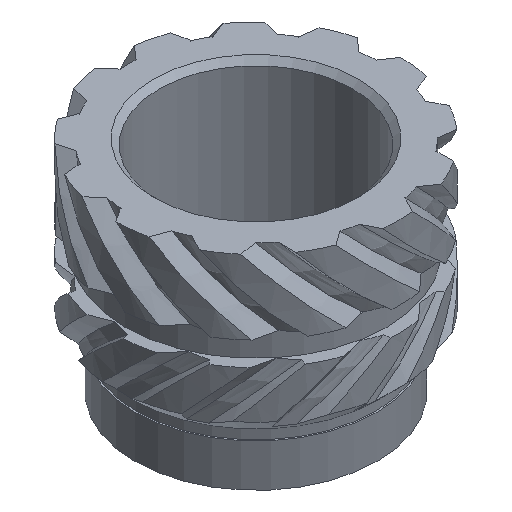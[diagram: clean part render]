
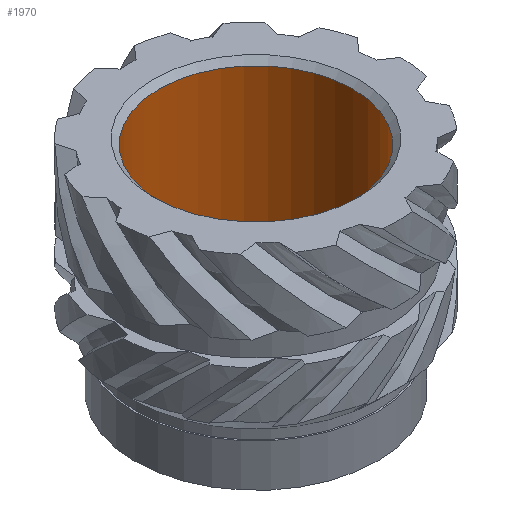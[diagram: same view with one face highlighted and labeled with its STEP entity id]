
A CAD part, isometric view. The second image highlights one B-rep face of the part: STEP entity #1970.
In plain terms, the highlighted cylindrical face has radius 1.7 mm (diameter 3.4 mm), a full revolution.
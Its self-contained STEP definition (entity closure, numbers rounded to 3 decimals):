
#332=FACE_OUTER_BOUND('',#449,.T.);
#449=EDGE_LOOP('',(#1272,#1273,#1274,#1275));
#572=LINE('',#2702,#605);
#605=VECTOR('',#2294,1.7);
#638=CIRCLE('',#2102,1.7);
#639=CIRCLE('',#2103,1.7);
#715=VERTEX_POINT('',#2699);
#716=VERTEX_POINT('',#2701);
#938=EDGE_CURVE('',#715,#715,#638,.T.);
#939=EDGE_CURVE('',#715,#716,#572,.T.);
#940=EDGE_CURVE('',#716,#716,#639,.T.);
#1272=ORIENTED_EDGE('',*,*,#938,.F.);
#1273=ORIENTED_EDGE('',*,*,#939,.T.);
#1274=ORIENTED_EDGE('',*,*,#940,.F.);
#1275=ORIENTED_EDGE('',*,*,#939,.F.);
#1940=CYLINDRICAL_SURFACE('',#2101,1.7);
#1970=ADVANCED_FACE('',(#332),#1940,.F.);
#2101=AXIS2_PLACEMENT_3D('',#2698,#2290,#2291);
#2102=AXIS2_PLACEMENT_3D('',#2700,#2292,#2293);
#2103=AXIS2_PLACEMENT_3D('',#2703,#2295,#2296);
#2290=DIRECTION('center_axis',(0.,0.,-1.));
#2291=DIRECTION('ref_axis',(1.,0.,0.));
#2292=DIRECTION('center_axis',(0.,0.,-1.));
#2293=DIRECTION('ref_axis',(1.,0.,0.));
#2294=DIRECTION('',(0.,0.,-1.));
#2295=DIRECTION('center_axis',(0.,0.,1.));
#2296=DIRECTION('ref_axis',(-1.,0.,0.));
#2698=CARTESIAN_POINT('Origin',(0.,0.,-1.5));
#2699=CARTESIAN_POINT('',(-1.7,0.,-0.1));
#2700=CARTESIAN_POINT('Origin',(0.,0.,-0.1));
#2701=CARTESIAN_POINT('',(-1.7,0.,-3.65));
#2702=CARTESIAN_POINT('',(-1.7,0.,-1.5));
#2703=CARTESIAN_POINT('Origin',(0.,0.,-3.65));
